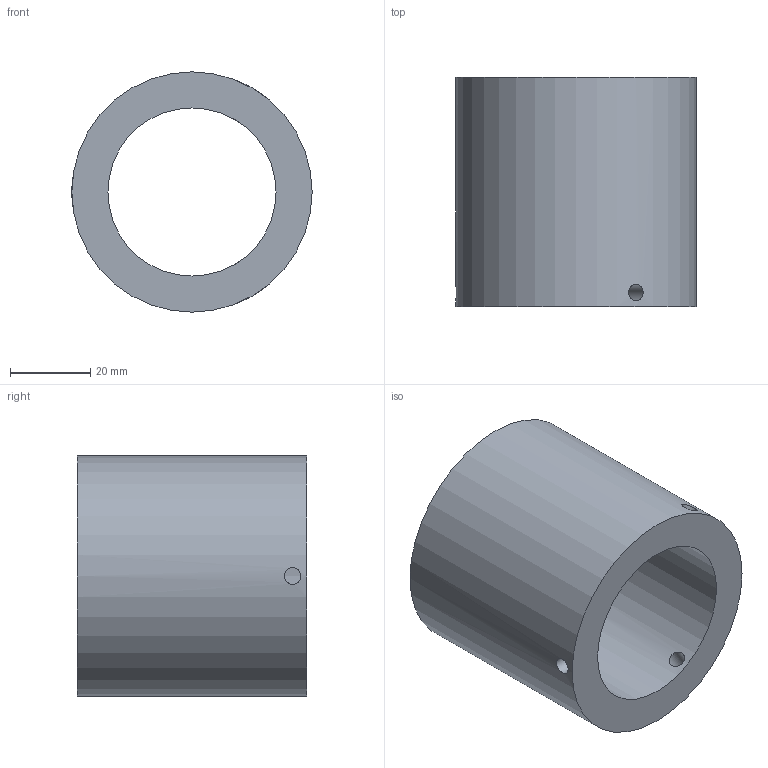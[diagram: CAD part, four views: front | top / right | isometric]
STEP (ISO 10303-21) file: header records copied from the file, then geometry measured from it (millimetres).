
FILE_DESCRIPTION(/* description */ (''),/* implementation_level */ '2;1');
FILE_NAME(/* name */ 'CameraAdapter.stp',/* time_stamp */ '2021-07-08T15:55:05+02:00',/* author */ ('Charlene Brillard'),/* organization */ (''),/* preprocessor_version */ 'ST-DEVELOPER v16.5',/* originating_system */ 'Autodesk Inventor 2017',/* authorisation */ '');
FILE_SCHEMA (('AUTOMOTIVE_DESIGN { 1 0 10303 214 3 1 1 }'));
Length unit declared in the file: millimetre
Products named in the file (1): TubeLensAdapterForNikon
Bounding box: 60 x 57.26 x 60 mm (x, y, z)
Volume: 67946.9 mm3; surface area: 22112 mm2
Topology: 1 solids, 1 shells, 9 faces, 25 edges, 18 vertices
Faces by surface type: cylinder 6, plane 3
Full cylindrical faces by diameter (mm): 4.134 x3, 42 x1, 51.689 x1, 60 x1
Entity records: 467 total; most frequent: CARTESIAN_POINT 244, DIRECTION 32, ORIENTED_EDGE 30, EDGE_LOOP 24, AXIS2_PLACEMENT_3D 16, FACE_BOUND 15, VERTEX_POINT 15, EDGE_CURVE 15
